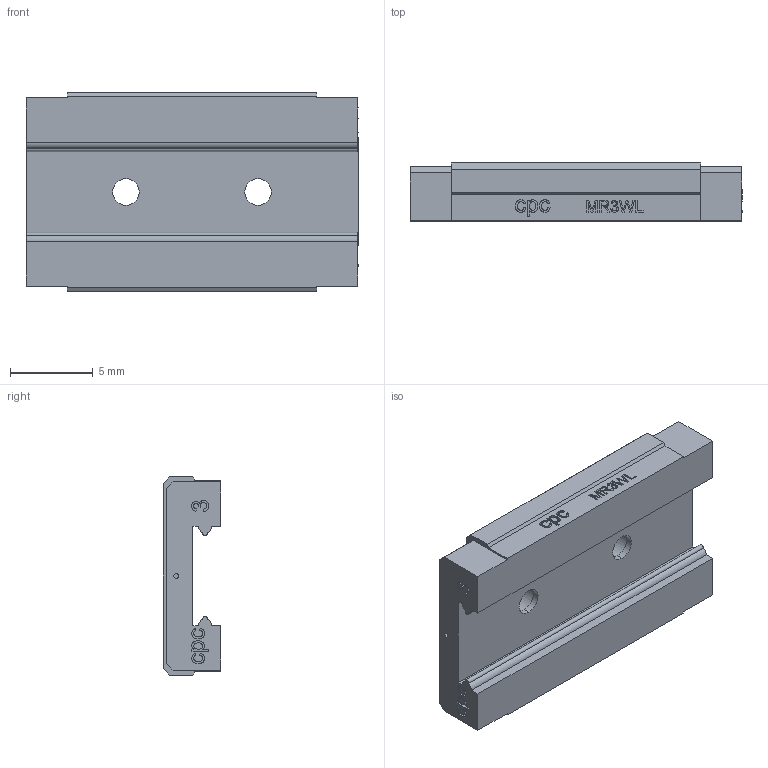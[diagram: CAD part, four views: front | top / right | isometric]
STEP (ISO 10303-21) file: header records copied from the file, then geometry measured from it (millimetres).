
FILE_DESCRIPTION (( 'STEP AP203' ), '1' );
FILE_NAME ('3WL-SS-block.STEP', '2009-08-20T08:44:07', ( 'cpc' ), ( '' ), 'SwSTEP 2.0', 'SolidWorks 2007', '' );
FILE_SCHEMA (( 'CONFIG_CONTROL_DESIGN' ));
Length unit declared in the file: millimetre
Products named in the file (1): 3WL-SS-block
Bounding box: 20.1 x 3.5 x 12 mm (x, y, z)
Volume: 603.5 mm3; surface area: 795.8 mm2
Topology: 1 solids, 1 shells, 405 faces, 1103 edges, 734 vertices
Faces by surface type: plane 198, bspline 184, cylinder 19, cone 4
Entity records: 22760 total; most frequent: CARTESIAN_POINT 13659, ORIENTED_EDGE 2206, DIRECTION 1221, EDGE_CURVE 1103, VERTEX_POINT 734, VECTOR 693, LINE 693, EDGE_LOOP 443
